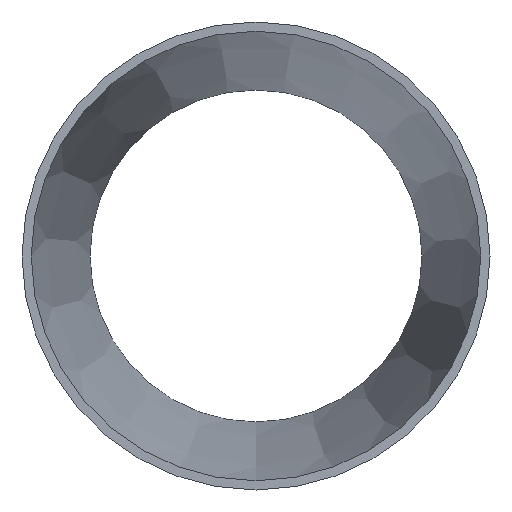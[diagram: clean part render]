
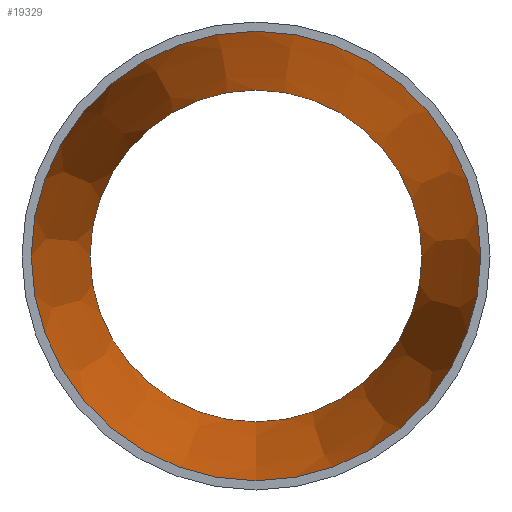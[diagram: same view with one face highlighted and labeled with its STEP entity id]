
A CAD part, front view. The second image highlights one B-rep face of the part: STEP entity #19329.
In plain terms, the highlighted conical face has half-angle 7.266 degrees and reference radius 48.784 mm.
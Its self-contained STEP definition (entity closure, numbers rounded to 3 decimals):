
#334 = AXIS2_PLACEMENT_3D ( 'NONE', #3018, #17761, #645 ) ;
#624 = AXIS2_PLACEMENT_3D ( 'NONE', #17064, #3711, #11167 ) ;
#645 = DIRECTION ( 'NONE',  ( 0., 0., -1. ) ) ;
#878 = EDGE_CURVE ( 'NONE', #12559, #12559, #21843, .T. ) ;
#1371 = FACE_OUTER_BOUND ( 'NONE', #19476, .T. ) ;
#1425 = CONICAL_SURFACE ( 'NONE', #20920, 48.784, 0.127 ) ;
#2249 = ORIENTED_EDGE ( 'NONE', *, *, #878, .T. ) ;
#3018 = CARTESIAN_POINT ( 'NONE',  ( 0., 0., 0. ) ) ;
#3251 = DIRECTION ( 'NONE',  ( 0., -1., 0. ) ) ;
#3711 = DIRECTION ( 'NONE',  ( 0., -1., 0. ) ) ;
#4789 = ORIENTED_EDGE ( 'NONE', *, *, #18841, .F. ) ;
#8602 = EDGE_LOOP ( 'NONE', ( #4789 ) ) ;
#9060 = VERTEX_POINT ( 'NONE', #16432 ) ;
#10971 = DIRECTION ( 'NONE',  ( 0., 0., -1. ) ) ;
#11167 = DIRECTION ( 'NONE',  ( 0., 0., -1. ) ) ;
#11366 = CIRCLE ( 'NONE', #624, 36.034 ) ;
#12559 = VERTEX_POINT ( 'NONE', #20148 ) ;
#12714 = CARTESIAN_POINT ( 'NONE',  ( 0., 0., 0. ) ) ;
#16432 = CARTESIAN_POINT ( 'NONE',  ( 0., 100., -36.034 ) ) ;
#17064 = CARTESIAN_POINT ( 'NONE',  ( 0., 100., 0. ) ) ;
#17761 = DIRECTION ( 'NONE',  ( 0., -1., 0. ) ) ;
#18343 = FACE_BOUND ( 'NONE', #8602, .T. ) ;
#18841 = EDGE_CURVE ( 'NONE', #9060, #9060, #11366, .T. ) ;
#19329 = ADVANCED_FACE ( 'NONE', ( #18343, #1371 ), #1425, .F. ) ;
#19476 = EDGE_LOOP ( 'NONE', ( #2249 ) ) ;
#20148 = CARTESIAN_POINT ( 'NONE',  ( 0., 0., -48.784 ) ) ;
#20920 = AXIS2_PLACEMENT_3D ( 'NONE', #12714, #3251, #10971 ) ;
#21843 = CIRCLE ( 'NONE', #334, 48.784 ) ;
